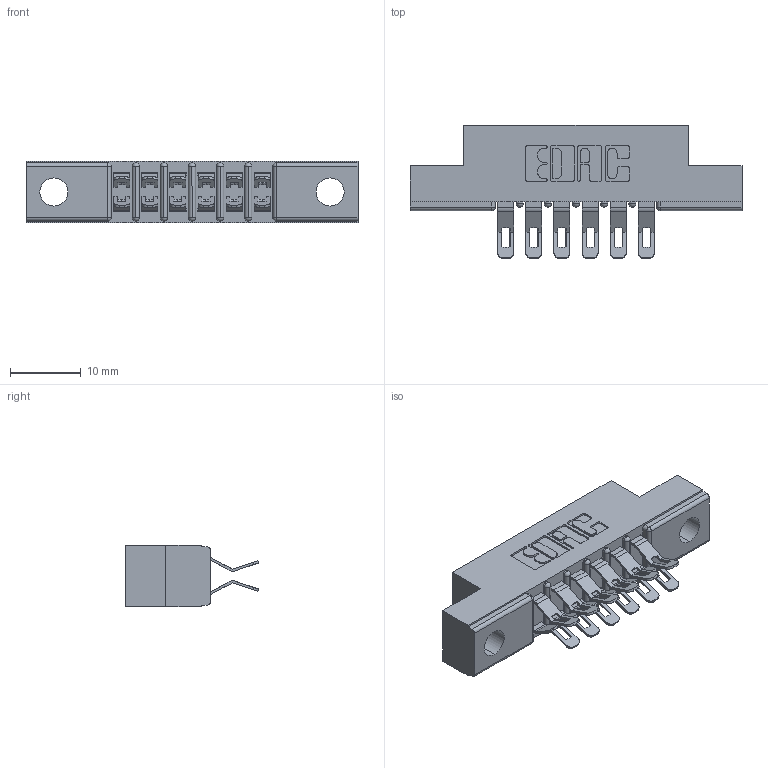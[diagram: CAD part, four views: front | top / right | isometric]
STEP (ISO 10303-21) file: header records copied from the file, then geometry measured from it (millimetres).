
FILE_DESCRIPTION (( 'STEP AP203' ), '1' );
FILE_NAME ('357-012-555-204.STEP', '2019-09-17T18:04:22', ( '' ), ( '' ), 'SwSTEP 2.0', 'SolidWorks 2016', '' );
FILE_SCHEMA (( 'CONFIG_CONTROL_DESIGN' ));
Length unit declared in the file: inch
Products named in the file (3): 307-290-001_555; 357-012-555-204; 307 Part_.156 Dia Mounting Holes
Assembly tree (13 placements, depth 2):
  357-012-555-204
    307 Part_.156 Dia Mounting Holes
    307-290-001_555  x12
Bounding box: 46.79 x 18.75 x 8.71 mm (x, y, z)
Volume: 2992 mm3; surface area: 4536.1 mm2
Topology: 13 solids, 13 shells, 871 faces, 2531 edges, 1650 vertices
Faces by surface type: plane 492, cylinder 365, sphere 14
Entity records: 10729 total; most frequent: CARTESIAN_POINT 1776, ORIENTED_EDGE 1756, DIRECTION 1754, EDGE_CURVE 878, LINE 654, VECTOR 654, VERTEX_POINT 572, AXIS2_PLACEMENT_3D 550
